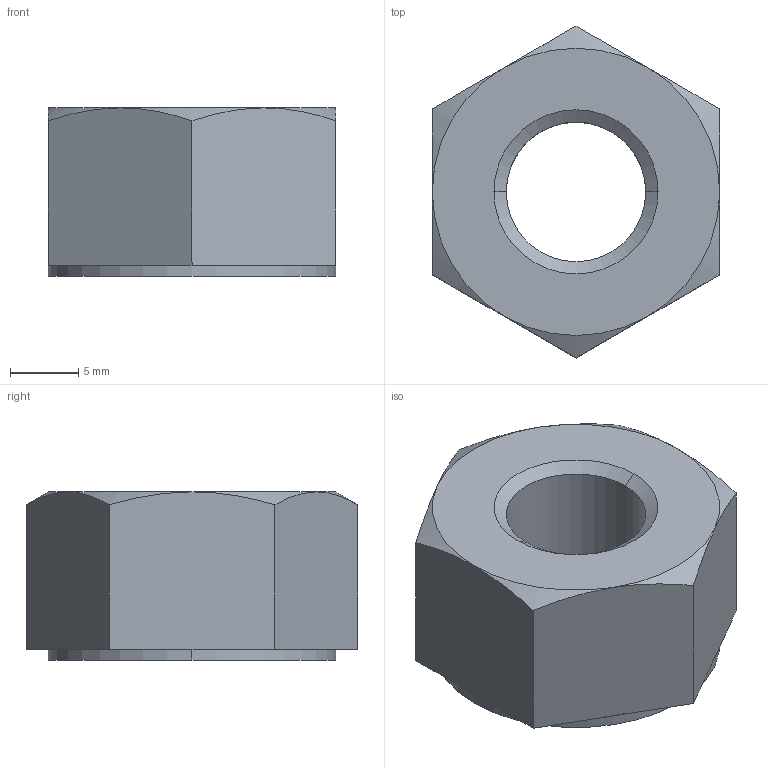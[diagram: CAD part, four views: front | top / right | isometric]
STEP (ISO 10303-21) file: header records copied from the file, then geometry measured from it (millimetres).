
FILE_DESCRIPTION (( 'STEP AP203' ), '1' );
FILE_NAME ('hex nut heavy_am_B18.2.4.6M - Heavy hex nut- M12 x 1.75 --W-N_sldprt.STEP', '2022-06-22T18:46:09', ( '' ), ( '' ), 'SwSTEP 2.0', 'SolidWorks 2022', '' );
FILE_SCHEMA (( 'CONFIG_CONTROL_DESIGN' ));
Length unit declared in the file: millimetre
Products named in the file (1): hex nut heavy_am_B18.2.4.6M - Heavy hex nut-  M12 x 1.75 --W-N_sldprt
Bounding box: 21 x 24.25 x 12.3 mm (x, y, z)
Volume: 3634 mm3; surface area: 1839.6 mm2
Topology: 1 solids, 1 shells, 30 faces, 64 edges, 36 vertices
Faces by surface type: plane 14, cone 10, cylinder 6
Entity records: 921 total; most frequent: CARTESIAN_POINT 203, DIRECTION 138, ORIENTED_EDGE 128, EDGE_CURVE 64, AXIS2_PLACEMENT_3D 55, VERTEX_POINT 36, EDGE_LOOP 32, ADVANCED_FACE 30
